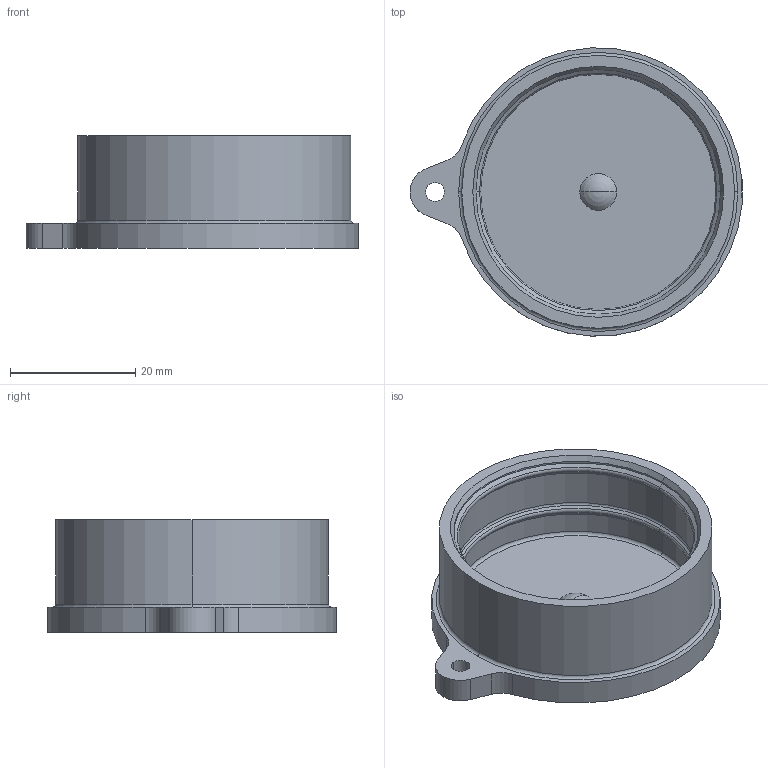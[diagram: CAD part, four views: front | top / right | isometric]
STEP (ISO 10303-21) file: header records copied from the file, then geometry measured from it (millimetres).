
FILE_DESCRIPTION((''),'2;1');
FILE_NAME('HY-Z30-CV','2017-07-10T',('tc.chen'),(''),'PRO/ENGINEER BY PARAMETRIC TECHNOLOGY CORPORATION, 2012480','PRO/ENGINEER BY PARAMETRIC TECHNOLOGY CORPORATION, 2012480','');
FILE_SCHEMA(('AUTOMOTIVE_DESIGN { 1 0 10303 214 1 1 1 1 }'));
Length unit declared in the file: millimetre
Products named in the file (1): HY-Z30-CV
Bounding box: 52.92 x 45.95 x 18 mm (x, y, z)
Volume: 9943.5 mm3; surface area: 7865.8 mm2
Topology: 1 solids, 1 shells, 46 faces, 98 edges, 55 vertices
Faces by surface type: torus 14, cylinder 14, cone 10, plane 6, sphere 2
Entity records: 1594 total; most frequent: DIRECTION 254, CARTESIAN_POINT 199, ORIENTED_EDGE 192, AXIS2_PLACEMENT_3D 112, PRESENTATION_STYLE_ASSIGNMENT 97, STYLED_ITEM 97, CURVE_STYLE 96, EDGE_CURVE 96
